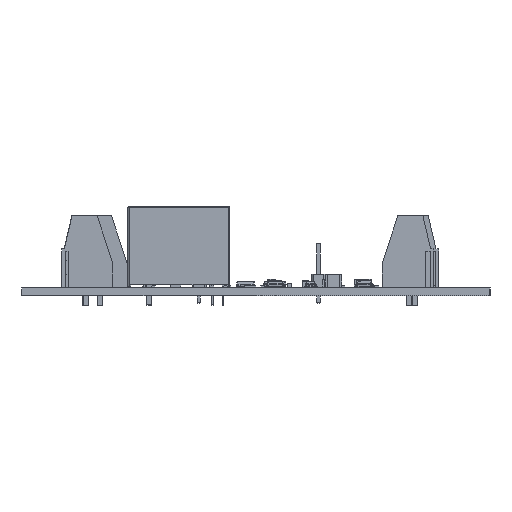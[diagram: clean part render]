
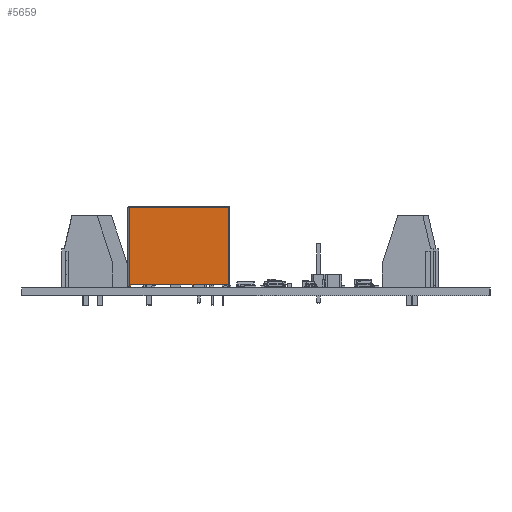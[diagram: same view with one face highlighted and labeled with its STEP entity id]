
A CAD part, left-side view. The second image highlights one B-rep face of the part: STEP entity #5659.
In plain terms, the highlighted face is planar.
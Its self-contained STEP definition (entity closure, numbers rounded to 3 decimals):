
#5346 = VERTEX_POINT('',#5347);
#5347 = CARTESIAN_POINT('',(17.8,7.7,0.48));
#5428 = VERTEX_POINT('',#5429);
#5429 = CARTESIAN_POINT('',(-0.8,7.7,0.48));
#5435 = EDGE_CURVE('',#5428,#5346,#5436,.T.);
#5436 = LINE('',#5437,#5438);
#5437 = CARTESIAN_POINT('',(-0.8,7.7,0.48));
#5438 = VECTOR('',#5439,1.);
#5439 = DIRECTION('',(1.,0.,0.));
#5633 = VERTEX_POINT('',#5634);
#5634 = CARTESIAN_POINT('',(17.8,7.7,0.1));
#5642 = EDGE_CURVE('',#5633,#5346,#5643,.T.);
#5643 = LINE('',#5644,#5645);
#5644 = CARTESIAN_POINT('',(17.8,7.7,0.1));
#5645 = VECTOR('',#5646,1.);
#5646 = DIRECTION('',(0.,0.,1.));
#5659 = ADVANCED_FACE('',(#5660),#5710,.T.);
#5660 = FACE_BOUND('',#5661,.T.);
#5661 = EDGE_LOOP('',(#5662,#5672,#5678,#5679,#5680,#5688,#5696,#5704));
#5662 = ORIENTED_EDGE('',*,*,#5663,.F.);
#5663 = EDGE_CURVE('',#5664,#5666,#5668,.T.);
#5664 = VERTEX_POINT('',#5665);
#5665 = CARTESIAN_POINT('',(18.05,7.7,0.1));
#5666 = VERTEX_POINT('',#5667);
#5667 = CARTESIAN_POINT('',(18.05,7.7,15.35));
#5668 = LINE('',#5669,#5670);
#5669 = CARTESIAN_POINT('',(18.05,7.7,0.1));
#5670 = VECTOR('',#5671,1.);
#5671 = DIRECTION('',(0.,0.,1.));
#5672 = ORIENTED_EDGE('',*,*,#5673,.F.);
#5673 = EDGE_CURVE('',#5633,#5664,#5674,.T.);
#5674 = LINE('',#5675,#5676);
#5675 = CARTESIAN_POINT('',(-1.3,7.7,0.1));
#5676 = VECTOR('',#5677,1.);
#5677 = DIRECTION('',(1.,0.,0.));
#5678 = ORIENTED_EDGE('',*,*,#5642,.T.);
#5679 = ORIENTED_EDGE('',*,*,#5435,.F.);
#5680 = ORIENTED_EDGE('',*,*,#5681,.F.);
#5681 = EDGE_CURVE('',#5682,#5428,#5684,.T.);
#5682 = VERTEX_POINT('',#5683);
#5683 = CARTESIAN_POINT('',(-0.8,7.7,0.1));
#5684 = LINE('',#5685,#5686);
#5685 = CARTESIAN_POINT('',(-0.8,7.7,0.1));
#5686 = VECTOR('',#5687,1.);
#5687 = DIRECTION('',(0.,0.,1.));
#5688 = ORIENTED_EDGE('',*,*,#5689,.F.);
#5689 = EDGE_CURVE('',#5690,#5682,#5692,.T.);
#5690 = VERTEX_POINT('',#5691);
#5691 = CARTESIAN_POINT('',(-1.05,7.7,0.1));
#5692 = LINE('',#5693,#5694);
#5693 = CARTESIAN_POINT('',(-1.3,7.7,0.1));
#5694 = VECTOR('',#5695,1.);
#5695 = DIRECTION('',(1.,0.,0.));
#5696 = ORIENTED_EDGE('',*,*,#5697,.T.);
#5697 = EDGE_CURVE('',#5690,#5698,#5700,.T.);
#5698 = VERTEX_POINT('',#5699);
#5699 = CARTESIAN_POINT('',(-1.05,7.7,15.35));
#5700 = LINE('',#5701,#5702);
#5701 = CARTESIAN_POINT('',(-1.05,7.7,0.1));
#5702 = VECTOR('',#5703,1.);
#5703 = DIRECTION('',(0.,0.,1.));
#5704 = ORIENTED_EDGE('',*,*,#5705,.T.);
#5705 = EDGE_CURVE('',#5698,#5666,#5706,.T.);
#5706 = LINE('',#5707,#5708);
#5707 = CARTESIAN_POINT('',(-1.05,7.7,15.35));
#5708 = VECTOR('',#5709,1.);
#5709 = DIRECTION('',(1.,0.,0.));
#5710 = PLANE('',#5711);
#5711 = AXIS2_PLACEMENT_3D('',#5712,#5713,#5714);
#5712 = CARTESIAN_POINT('',(-1.3,7.7,0.1));
#5713 = DIRECTION('',(0.,1.,0.));
#5714 = DIRECTION('',(1.,0.,0.));
